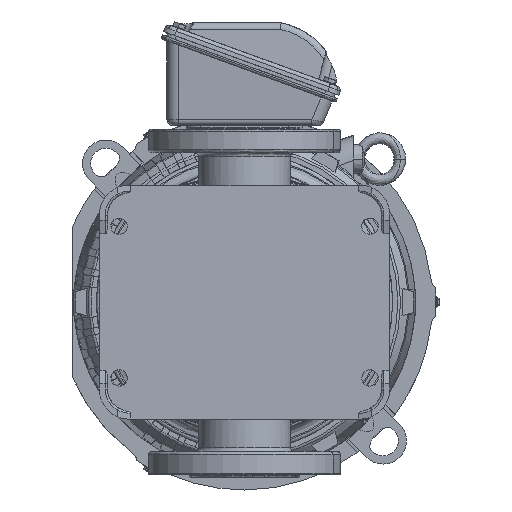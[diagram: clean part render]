
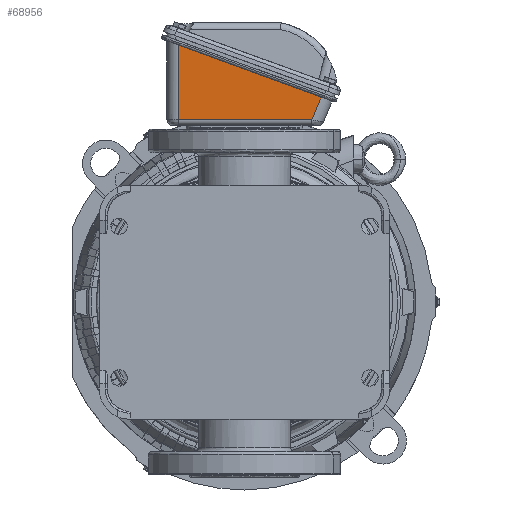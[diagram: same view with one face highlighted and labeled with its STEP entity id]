
A CAD part, front view. The second image highlights one B-rep face of the part: STEP entity #68956.
In plain terms, the highlighted face is planar.
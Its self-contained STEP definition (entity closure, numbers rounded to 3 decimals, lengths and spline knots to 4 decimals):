
#3730 = DIRECTION ( 'NONE',  ( 0.012, 1., 0. ) ) ;
#9020 = CARTESIAN_POINT ( 'NONE',  ( -0.6927, 2.214, 6.9569 ) ) ;
#26216 = DIRECTION ( 'NONE',  ( 0., 0.94, -0.342 ) ) ;
#34291 = VERTEX_POINT ( 'NONE', #122370 ) ;
#37080 = CARTESIAN_POINT ( 'NONE',  ( -0.6858, -3.0041, 9.065 ) ) ;
#43863 = CARTESIAN_POINT ( 'NONE',  ( -0.6812, -2.6151, 9.0648 ) ) ;
#51635 = DIRECTION ( 'NONE',  ( 0., -0.94, 0.342 ) ) ;
#56123 = ORIENTED_EDGE ( 'NONE', *, *, #193750, .F. ) ;
#56372 = DIRECTION ( 'NONE',  ( 0.999, -0.012, -0.033 ) ) ;
#64772 = LINE ( 'NONE', #175806, #112348 ) ;
#68956 = ADVANCED_FACE ( 'NONE', ( #185523 ), #125245, .T. ) ;
#75332 = VECTOR ( 'NONE', #156239, 39.3701 ) ;
#77687 = DIRECTION ( 'NONE',  ( -0.033, 0., -0.999 ) ) ;
#98228 = LINE ( 'NONE', #43863, #168133 ) ;
#100762 = LINE ( 'NONE', #9020, #75332 ) ;
#105973 = CARTESIAN_POINT ( 'NONE',  ( -0.6941, -2.6151, 8.672 ) ) ;
#112348 = VECTOR ( 'NONE', #26216, 39.3701 ) ;
#122370 = CARTESIAN_POINT ( 'NONE',  ( -0.7767, -2.6151, 6.1527 ) ) ;
#125245 = PLANE ( 'NONE',  #168120 ) ;
#130501 = LINE ( 'NONE', #207730, #151834 ) ;
#135219 = VERTEX_POINT ( 'NONE', #141701 ) ;
#136639 = ORIENTED_EDGE ( 'NONE', *, *, #227356, .T. ) ;
#141701 = CARTESIAN_POINT ( 'NONE',  ( -0.7229, 1.8891, 6.1527 ) ) ;
#146055 = EDGE_CURVE ( 'NONE', #34291, #135219, #130501, .T. ) ;
#151834 = VECTOR ( 'NONE', #3730, 39.3701 ) ;
#153178 = EDGE_LOOP ( 'NONE', ( #136639, #166556, #233960, #56123 ) ) ;
#156239 = DIRECTION ( 'NONE',  ( 0.035, 0.374, 0.927 ) ) ;
#159745 = EDGE_CURVE ( 'NONE', #135219, #169845, #100762, .T. ) ;
#166556 = ORIENTED_EDGE ( 'NONE', *, *, #146055, .T. ) ;
#168120 = AXIS2_PLACEMENT_3D ( 'NONE', #37080, #56372, #51635 ) ;
#168133 = VECTOR ( 'NONE', #77687, 39.3701 ) ;
#169845 = VERTEX_POINT ( 'NONE', #225081 ) ;
#175806 = CARTESIAN_POINT ( 'NONE',  ( -0.6941, -3.0849, 8.843 ) ) ;
#185523 = FACE_OUTER_BOUND ( 'NONE', #153178, .T. ) ;
#193750 = EDGE_CURVE ( 'NONE', #199865, #169845, #64772, .T. ) ;
#199865 = VERTEX_POINT ( 'NONE', #105973 ) ;
#207730 = CARTESIAN_POINT ( 'NONE',  ( -0.7814, -3.003, 6.1527 ) ) ;
#225081 = CARTESIAN_POINT ( 'NONE',  ( -0.6941, 2.199, 6.9198 ) ) ;
#227356 = EDGE_CURVE ( 'NONE', #199865, #34291, #98228, .T. ) ;
#233960 = ORIENTED_EDGE ( 'NONE', *, *, #159745, .T. ) ;
